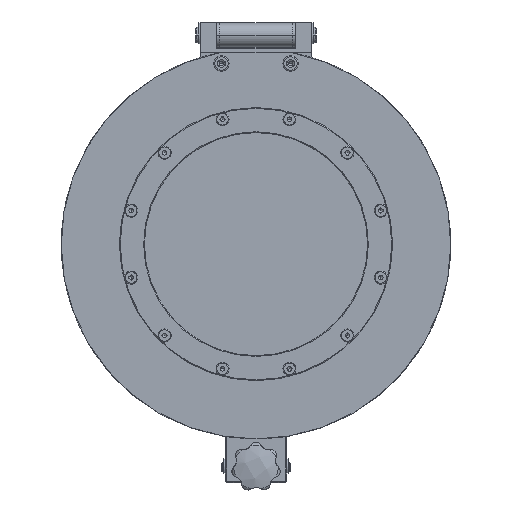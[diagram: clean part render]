
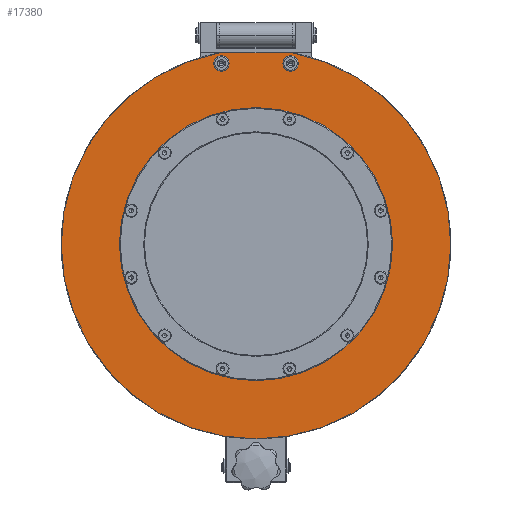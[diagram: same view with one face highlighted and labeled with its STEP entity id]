
A CAD part, top view. The second image highlights one B-rep face of the part: STEP entity #17380.
In plain terms, the highlighted planar face has unit normal (0, 0, 1).
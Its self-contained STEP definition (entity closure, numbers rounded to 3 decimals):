
#240 = AXIS2_PLACEMENT_3D ( 'NONE', #3758, #26451, #49212 ) ;
#1107 = CARTESIAN_POINT ( 'NONE',  ( -22.5, 120.9, 32. ) ) ;
#1760 = LINE ( 'NONE', #18236, #45671 ) ;
#2152 = CARTESIAN_POINT ( 'NONE',  ( 0., 0., 32. ) ) ;
#2625 = FACE_BOUND ( 'NONE', #32266, .T. ) ;
#2664 = CARTESIAN_POINT ( 'NONE',  ( 88.75, 0., 32. ) ) ;
#3758 = CARTESIAN_POINT ( 'NONE',  ( -22.5, 117.4, 32. ) ) ;
#3982 = ORIENTED_EDGE ( 'NONE', *, *, #45874, .F. ) ;
#4155 = VERTEX_POINT ( 'NONE', #26749 ) ;
#4527 = ORIENTED_EDGE ( 'NONE', *, *, #21405, .F. ) ;
#5027 = FACE_OUTER_BOUND ( 'NONE', #13446, .T. ) ;
#5369 = AXIS2_PLACEMENT_3D ( 'NONE', #46501, #33687, #22742 ) ;
#5693 = AXIS2_PLACEMENT_3D ( 'NONE', #34188, #7623, #30390 ) ;
#5733 = DIRECTION ( 'NONE',  ( 0., 0., 1. ) ) ;
#6109 = CARTESIAN_POINT ( 'NONE',  ( 0., 0., 32. ) ) ;
#6991 = ORIENTED_EDGE ( 'NONE', *, *, #30912, .T. ) ;
#7623 = DIRECTION ( 'NONE',  ( 0., 0., 1. ) ) ;
#9968 = CIRCLE ( 'NONE', #40830, 88.75 ) ;
#11300 = CARTESIAN_POINT ( 'NONE',  ( 0., 0., 32. ) ) ;
#11429 = DIRECTION ( 'NONE',  ( 1., 0., 0. ) ) ;
#11487 = FACE_BOUND ( 'NONE', #32595, .T. ) ;
#13139 = DIRECTION ( 'NONE',  ( 0., 0., 1. ) ) ;
#13446 = EDGE_LOOP ( 'NONE', ( #40095, #6991 ) ) ;
#13807 = AXIS2_PLACEMENT_3D ( 'NONE', #16963, #34949, #17045 ) ;
#15212 = CARTESIAN_POINT ( 'NONE',  ( -23.499, 124.4, 32. ) ) ;
#15717 = EDGE_CURVE ( 'NONE', #4155, #35118, #41848, .T. ) ;
#16797 = FACE_BOUND ( 'NONE', #39772, .T. ) ;
#16963 = CARTESIAN_POINT ( 'NONE',  ( 0., 0., 32. ) ) ;
#17045 = DIRECTION ( 'NONE',  ( 1., 0., 0. ) ) ;
#17380 = ADVANCED_FACE ( 'NONE', ( #16797, #11487, #2625, #5027 ), #17503, .T. ) ;
#17503 = PLANE ( 'NONE',  #35991 ) ;
#17508 = DIRECTION ( 'NONE',  ( 0., 0., 1. ) ) ;
#18236 = CARTESIAN_POINT ( 'NONE',  ( -23.499, 124.4, 32. ) ) ;
#20219 = EDGE_CURVE ( 'NONE', #36122, #33884, #9968, .T. ) ;
#21405 = EDGE_CURVE ( 'NONE', #33884, #36122, #29788, .T. ) ;
#21493 = VERTEX_POINT ( 'NONE', #36592 ) ;
#22742 = DIRECTION ( 'NONE',  ( 0., 1., 0. ) ) ;
#24959 = DIRECTION ( 'NONE',  ( 0., 0., 1. ) ) ;
#26216 = DIRECTION ( 'NONE',  ( 0., 1., 0. ) ) ;
#26451 = DIRECTION ( 'NONE',  ( 0., 0., 1. ) ) ;
#26536 = AXIS2_PLACEMENT_3D ( 'NONE', #2152, #24959, #26216 ) ;
#26749 = CARTESIAN_POINT ( 'NONE',  ( -22.5, 113.9, 32. ) ) ;
#27899 = CARTESIAN_POINT ( 'NONE',  ( 23.499, 124.4, 32. ) ) ;
#28455 = DIRECTION ( 'NONE',  ( 0., 1., 0. ) ) ;
#28855 = VERTEX_POINT ( 'NONE', #31724 ) ;
#29437 = CIRCLE ( 'NONE', #26536, 126.6 ) ;
#29496 = DIRECTION ( 'NONE',  ( 0., 1., 0. ) ) ;
#29788 = CIRCLE ( 'NONE', #13807, 88.75 ) ;
#30293 = CIRCLE ( 'NONE', #5693, 3.5 ) ;
#30296 = AXIS2_PLACEMENT_3D ( 'NONE', #32303, #5733, #28455 ) ;
#30390 = DIRECTION ( 'NONE',  ( 0., 1., 0. ) ) ;
#30912 = EDGE_CURVE ( 'NONE', #41502, #33350, #29437, .T. ) ;
#31134 = EDGE_CURVE ( 'NONE', #21493, #28855, #30293, .T. ) ;
#31724 = CARTESIAN_POINT ( 'NONE',  ( 22.5, 120.9, 32. ) ) ;
#32138 = CIRCLE ( 'NONE', #30296, 3.5 ) ;
#32266 = EDGE_LOOP ( 'NONE', ( #3982, #47241 ) ) ;
#32303 = CARTESIAN_POINT ( 'NONE',  ( 22.5, 117.4, 32. ) ) ;
#32595 = EDGE_LOOP ( 'NONE', ( #37699, #35064 ) ) ;
#33350 = VERTEX_POINT ( 'NONE', #27899 ) ;
#33687 = DIRECTION ( 'NONE',  ( 0., 0., 1. ) ) ;
#33884 = VERTEX_POINT ( 'NONE', #47023 ) ;
#34188 = CARTESIAN_POINT ( 'NONE',  ( 22.5, 117.4, 32. ) ) ;
#34949 = DIRECTION ( 'NONE',  ( 0., 0., 1. ) ) ;
#35064 = ORIENTED_EDGE ( 'NONE', *, *, #15717, .F. ) ;
#35118 = VERTEX_POINT ( 'NONE', #1107 ) ;
#35991 = AXIS2_PLACEMENT_3D ( 'NONE', #11300, #13139, #29496 ) ;
#36122 = VERTEX_POINT ( 'NONE', #2664 ) ;
#36592 = CARTESIAN_POINT ( 'NONE',  ( 22.5, 113.9, 32. ) ) ;
#37699 = ORIENTED_EDGE ( 'NONE', *, *, #43637, .F. ) ;
#38069 = ORIENTED_EDGE ( 'NONE', *, *, #20219, .F. ) ;
#39021 = CIRCLE ( 'NONE', #240, 3.5 ) ;
#39772 = EDGE_LOOP ( 'NONE', ( #38069, #4527 ) ) ;
#40095 = ORIENTED_EDGE ( 'NONE', *, *, #41249, .F. ) ;
#40830 = AXIS2_PLACEMENT_3D ( 'NONE', #6109, #17508, #11429 ) ;
#41009 = DIRECTION ( 'NONE',  ( 1., 0., 0. ) ) ;
#41249 = EDGE_CURVE ( 'NONE', #41502, #33350, #1760, .T. ) ;
#41502 = VERTEX_POINT ( 'NONE', #15212 ) ;
#41848 = CIRCLE ( 'NONE', #5369, 3.5 ) ;
#43637 = EDGE_CURVE ( 'NONE', #35118, #4155, #39021, .T. ) ;
#45671 = VECTOR ( 'NONE', #41009, 1000. ) ;
#45874 = EDGE_CURVE ( 'NONE', #28855, #21493, #32138, .T. ) ;
#46501 = CARTESIAN_POINT ( 'NONE',  ( -22.5, 117.4, 32. ) ) ;
#47023 = CARTESIAN_POINT ( 'NONE',  ( -88.75, 0., 32. ) ) ;
#47241 = ORIENTED_EDGE ( 'NONE', *, *, #31134, .F. ) ;
#49212 = DIRECTION ( 'NONE',  ( 0., 1., 0. ) ) ;
